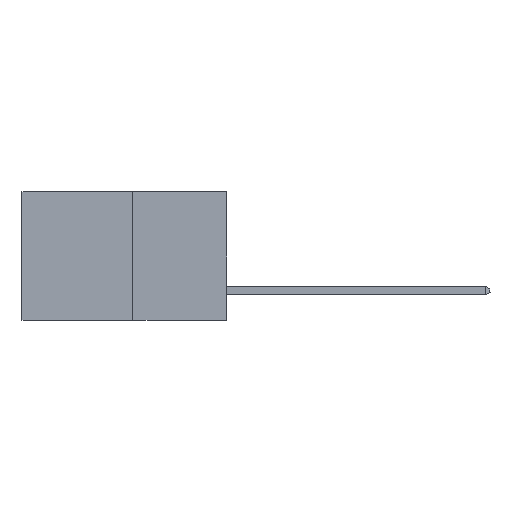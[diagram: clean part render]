
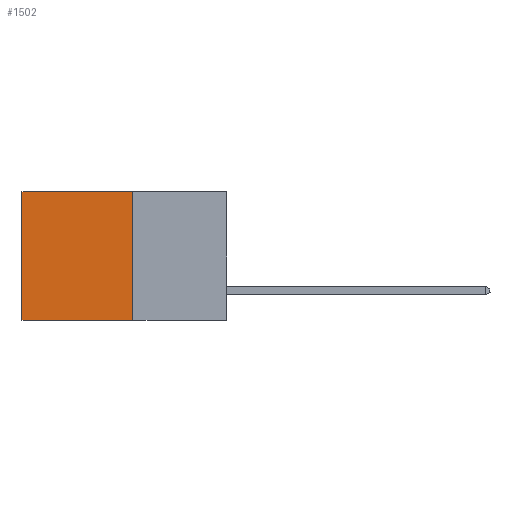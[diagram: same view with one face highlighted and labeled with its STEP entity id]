
A CAD part, left-side view. The second image highlights one B-rep face of the part: STEP entity #1502.
In plain terms, the highlighted planar face has unit normal (-1, 0, 0).
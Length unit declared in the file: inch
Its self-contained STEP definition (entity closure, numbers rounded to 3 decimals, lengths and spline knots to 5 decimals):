
#55 = LINE ( 'NONE', #4045, #7411 ) ;
#766 = CARTESIAN_POINT ( 'NONE',  ( 0.277, 0.59, 0. ) ) ;
#862 = CARTESIAN_POINT ( 'NONE',  ( 0.277, 0.27, -0.37 ) ) ;
#1106 = EDGE_CURVE ( 'NONE', #3269, #6711, #1706, .T. ) ;
#1482 = LINE ( 'NONE', #8583, #7361 ) ;
#1502 = ADVANCED_FACE ( 'NONE', ( #6278 ), #7464, .F. ) ;
#1706 = LINE ( 'NONE', #3803, #7171 ) ;
#2125 = VERTEX_POINT ( 'NONE', #766 ) ;
#2390 = EDGE_CURVE ( 'NONE', #6769, #2125, #1482, .T. ) ;
#2804 = ORIENTED_EDGE ( 'NONE', *, *, #4886, .T. ) ;
#2859 = ORIENTED_EDGE ( 'NONE', *, *, #1106, .F. ) ;
#2894 = ORIENTED_EDGE ( 'NONE', *, *, #3836, .F. ) ;
#2972 = ORIENTED_EDGE ( 'NONE', *, *, #2390, .T. ) ;
#3149 = CARTESIAN_POINT ( 'NONE',  ( 0.277, 0.27, -0.37 ) ) ;
#3269 = VERTEX_POINT ( 'NONE', #862 ) ;
#3326 = DIRECTION ( 'NONE',  ( 0., 0., -1. ) ) ;
#3803 = CARTESIAN_POINT ( 'NONE',  ( 0.277, 0.27, -0.37 ) ) ;
#3836 = EDGE_CURVE ( 'NONE', #6769, #3269, #8442, .T. ) ;
#3955 = DIRECTION ( 'NONE',  ( 0., 0., -1. ) ) ;
#4045 = CARTESIAN_POINT ( 'NONE',  ( 0.277, 0.59, -0.37 ) ) ;
#4448 = CARTESIAN_POINT ( 'NONE',  ( 0.277, 0.27, 0. ) ) ;
#4886 = EDGE_CURVE ( 'NONE', #2125, #6711, #55, .T. ) ;
#5324 = EDGE_LOOP ( 'NONE', ( #2804, #2859, #2894, #2972 ) ) ;
#5414 = VECTOR ( 'NONE', #3326, 39.37008 ) ;
#5450 = DIRECTION ( 'NONE',  ( 1., 0., 0. ) ) ;
#5720 = DIRECTION ( 'NONE',  ( 0., 1., 0. ) ) ;
#5914 = AXIS2_PLACEMENT_3D ( 'NONE', #7671, #5450, #7386 ) ;
#6278 = FACE_OUTER_BOUND ( 'NONE', #5324, .T. ) ;
#6480 = CARTESIAN_POINT ( 'NONE',  ( 0.277, 0.59, -0.37 ) ) ;
#6711 = VERTEX_POINT ( 'NONE', #6480 ) ;
#6769 = VERTEX_POINT ( 'NONE', #4448 ) ;
#7171 = VECTOR ( 'NONE', #5720, 39.37008 ) ;
#7361 = VECTOR ( 'NONE', #8604, 39.37008 ) ;
#7386 = DIRECTION ( 'NONE',  ( 0., 0., -1. ) ) ;
#7411 = VECTOR ( 'NONE', #3955, 39.37008 ) ;
#7464 = PLANE ( 'NONE',  #5914 ) ;
#7671 = CARTESIAN_POINT ( 'NONE',  ( 0.277, 0.27, -0.37 ) ) ;
#8442 = LINE ( 'NONE', #3149, #5414 ) ;
#8583 = CARTESIAN_POINT ( 'NONE',  ( 0.277, 0.27, 0. ) ) ;
#8604 = DIRECTION ( 'NONE',  ( 0., 1., 0. ) ) ;
